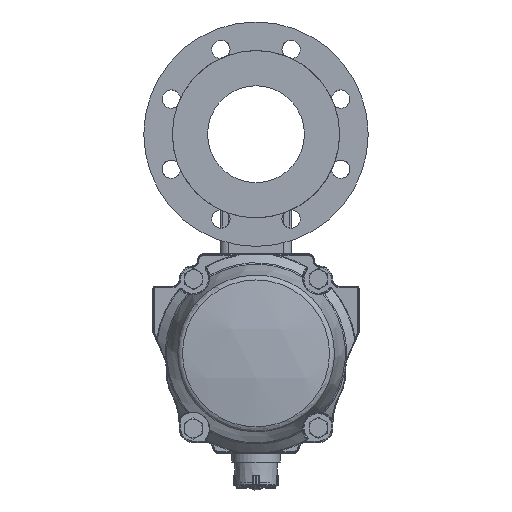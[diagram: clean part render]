
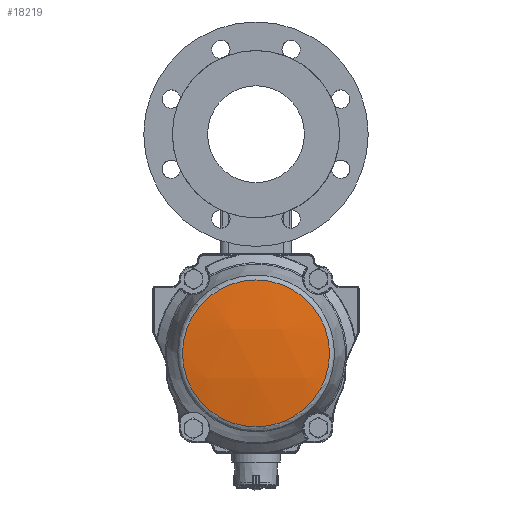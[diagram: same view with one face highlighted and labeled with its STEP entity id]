
A CAD part, front view. The second image highlights one B-rep face of the part: STEP entity #18219.
In plain terms, the highlighted spherical face has radius 420 mm.
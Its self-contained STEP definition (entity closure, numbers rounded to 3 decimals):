
#150=SPHERICAL_SURFACE('',#19904,420.);
#1294=CIRCLE('',#19905,72.053);
#5068=ORIENTED_EDGE('',*,*,#8640,.T.);
#8640=EDGE_CURVE('',#10621,#10621,#1294,.T.);
#10621=VERTEX_POINT('',#31606);
#13612=EDGE_LOOP('',(#5068));
#14923=FACE_BOUND('',#13612,.T.);
#18219=ADVANCED_FACE('',(#14923),#150,.T.);
#19904=AXIS2_PLACEMENT_3D('',#31604,#23488,#23489);
#19905=AXIS2_PLACEMENT_3D('',#31605,#23490,#23491);
#23488=DIRECTION('',(0.,-1.,0.));
#23489=DIRECTION('',(1.,0.,0.));
#23490=DIRECTION('',(0.,0.,-1.));
#23491=DIRECTION('',(-1.,0.,0.));
#31604=CARTESIAN_POINT('',(0.,0.,188.45));
#31605=CARTESIAN_POINT('',(0.,0.,-225.323));
#31606=CARTESIAN_POINT('',(-72.053,0.,-225.323));
